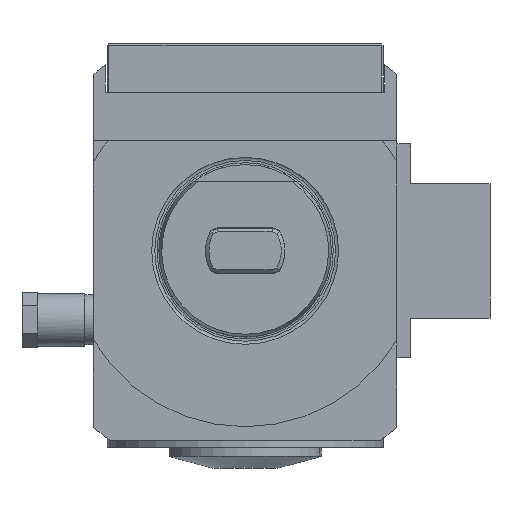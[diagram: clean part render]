
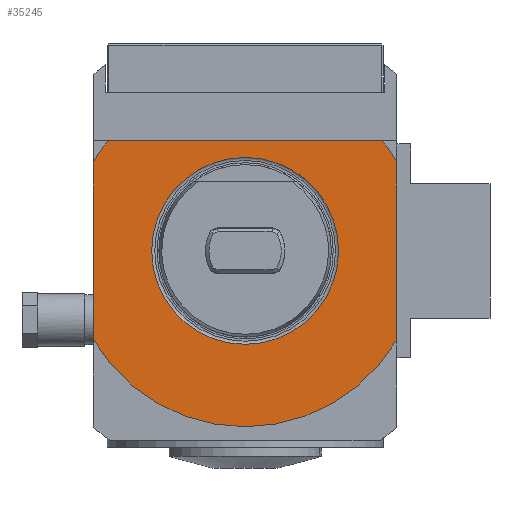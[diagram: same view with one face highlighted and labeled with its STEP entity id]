
A CAD part, front view. The second image highlights one B-rep face of the part: STEP entity #35245.
In plain terms, the highlighted planar face has unit normal (0, -1, 0).
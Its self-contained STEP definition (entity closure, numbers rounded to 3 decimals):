
#154 = CARTESIAN_POINT ( 'NONE',  ( -44., -1., -25.788 ) ) ;
#1721 = DIRECTION ( 'NONE',  ( 0., 0., -1. ) ) ;
#3540 = EDGE_CURVE ( 'NONE', #24654, #32462, #33248, .T. ) ;
#4045 = CARTESIAN_POINT ( 'NONE',  ( 0., -1., 0. ) ) ;
#4081 = CARTESIAN_POINT ( 'NONE',  ( 44., -1., 25.788 ) ) ;
#4116 = VECTOR ( 'NONE', #1721, 1000. ) ;
#4222 = AXIS2_PLACEMENT_3D ( 'NONE', #31175, #17451, #31521 ) ;
#4250 = VERTEX_POINT ( 'NONE', #10872 ) ;
#4685 = DIRECTION ( 'NONE',  ( -1., 0., 0. ) ) ;
#4904 = LINE ( 'NONE', #29359, #7311 ) ;
#5462 = VECTOR ( 'NONE', #5548, 1000. ) ;
#5548 = DIRECTION ( 'NONE',  ( 0., 0., -1. ) ) ;
#5579 = EDGE_LOOP ( 'NONE', ( #21147 ) ) ;
#6247 = CARTESIAN_POINT ( 'NONE',  ( -44., -1., 0. ) ) ;
#6276 = EDGE_CURVE ( 'NONE', #23002, #7948, #25982, .T. ) ;
#7311 = VECTOR ( 'NONE', #29001, 1000. ) ;
#7767 = EDGE_CURVE ( 'NONE', #24654, #4250, #19664, .T. ) ;
#7948 = VERTEX_POINT ( 'NONE', #11310 ) ;
#8954 = ORIENTED_EDGE ( 'NONE', *, *, #32131, .F. ) ;
#8974 = ORIENTED_EDGE ( 'NONE', *, *, #6276, .F. ) ;
#9292 = ORIENTED_EDGE ( 'NONE', *, *, #11974, .T. ) ;
#10872 = CARTESIAN_POINT ( 'NONE',  ( -39.711, -1., 32. ) ) ;
#10927 = VERTEX_POINT ( 'NONE', #31967 ) ;
#11021 = VERTEX_POINT ( 'NONE', #27584 ) ;
#11138 = EDGE_CURVE ( 'NONE', #11021, #11021, #11553, .T. ) ;
#11310 = CARTESIAN_POINT ( 'NONE',  ( 44., -1., -25.788 ) ) ;
#11553 = CIRCLE ( 'NONE', #22484, 27.095 ) ;
#11974 = EDGE_CURVE ( 'NONE', #10927, #4250, #4904, .T. ) ;
#12306 = CARTESIAN_POINT ( 'NONE',  ( 44., -1., 0. ) ) ;
#14879 = CIRCLE ( 'NONE', #26944, 51. ) ;
#14975 = DIRECTION ( 'NONE',  ( 0., 1., 0. ) ) ;
#15114 = DIRECTION ( 'NONE',  ( 0., 1., 0. ) ) ;
#15512 = DIRECTION ( 'NONE',  ( 1., 0., 0. ) ) ;
#17445 = EDGE_CURVE ( 'NONE', #7948, #32462, #14879, .T. ) ;
#17451 = DIRECTION ( 'NONE',  ( 0., 1., 0. ) ) ;
#19664 = CIRCLE ( 'NONE', #4222, 51. ) ;
#19762 = AXIS2_PLACEMENT_3D ( 'NONE', #35184, #29454, #32514 ) ;
#21147 = ORIENTED_EDGE ( 'NONE', *, *, #11138, .F. ) ;
#21167 = FACE_BOUND ( 'NONE', #5579, .T. ) ;
#22159 = ORIENTED_EDGE ( 'NONE', *, *, #3540, .T. ) ;
#22484 = AXIS2_PLACEMENT_3D ( 'NONE', #32200, #31680, #4685 ) ;
#23002 = VERTEX_POINT ( 'NONE', #4081 ) ;
#23487 = CARTESIAN_POINT ( 'NONE',  ( -44., -1., 25.788 ) ) ;
#23511 = EDGE_LOOP ( 'NONE', ( #8954, #9292, #35268, #22159, #33149, #8974 ) ) ;
#23555 = PLANE ( 'NONE',  #19762 ) ;
#23635 = CARTESIAN_POINT ( 'NONE',  ( 0., -1., 0. ) ) ;
#24654 = VERTEX_POINT ( 'NONE', #23487 ) ;
#25926 = DIRECTION ( 'NONE',  ( 1., 0., 0. ) ) ;
#25982 = LINE ( 'NONE', #12306, #4116 ) ;
#26944 = AXIS2_PLACEMENT_3D ( 'NONE', #4045, #14975, #15512 ) ;
#27584 = CARTESIAN_POINT ( 'NONE',  ( -27.095, -1., 0. ) ) ;
#29001 = DIRECTION ( 'NONE',  ( -1., 0., 0. ) ) ;
#29359 = CARTESIAN_POINT ( 'NONE',  ( -27.15, -1., 32. ) ) ;
#29454 = DIRECTION ( 'NONE',  ( 0., 1., 0. ) ) ;
#31175 = CARTESIAN_POINT ( 'NONE',  ( 0., -1., 0. ) ) ;
#31521 = DIRECTION ( 'NONE',  ( 1., 0., 0. ) ) ;
#31680 = DIRECTION ( 'NONE',  ( 0., -1., 0. ) ) ;
#31817 = CIRCLE ( 'NONE', #35248, 51. ) ;
#31967 = CARTESIAN_POINT ( 'NONE',  ( 39.711, -1., 32. ) ) ;
#32131 = EDGE_CURVE ( 'NONE', #10927, #23002, #31817, .T. ) ;
#32200 = CARTESIAN_POINT ( 'NONE',  ( 0., -1., 0. ) ) ;
#32345 = FACE_OUTER_BOUND ( 'NONE', #23511, .T. ) ;
#32462 = VERTEX_POINT ( 'NONE', #154 ) ;
#32514 = DIRECTION ( 'NONE',  ( 1., 0., 0. ) ) ;
#33149 = ORIENTED_EDGE ( 'NONE', *, *, #17445, .F. ) ;
#33248 = LINE ( 'NONE', #6247, #5462 ) ;
#35184 = CARTESIAN_POINT ( 'NONE',  ( -27.15, -1., 0. ) ) ;
#35245 = ADVANCED_FACE ( 'Defeature completata1_281', ( #32345, #21167 ), #23555, .F. ) ;
#35248 = AXIS2_PLACEMENT_3D ( 'NONE', #23635, #15114, #25926 ) ;
#35268 = ORIENTED_EDGE ( 'NONE', *, *, #7767, .F. ) ;
